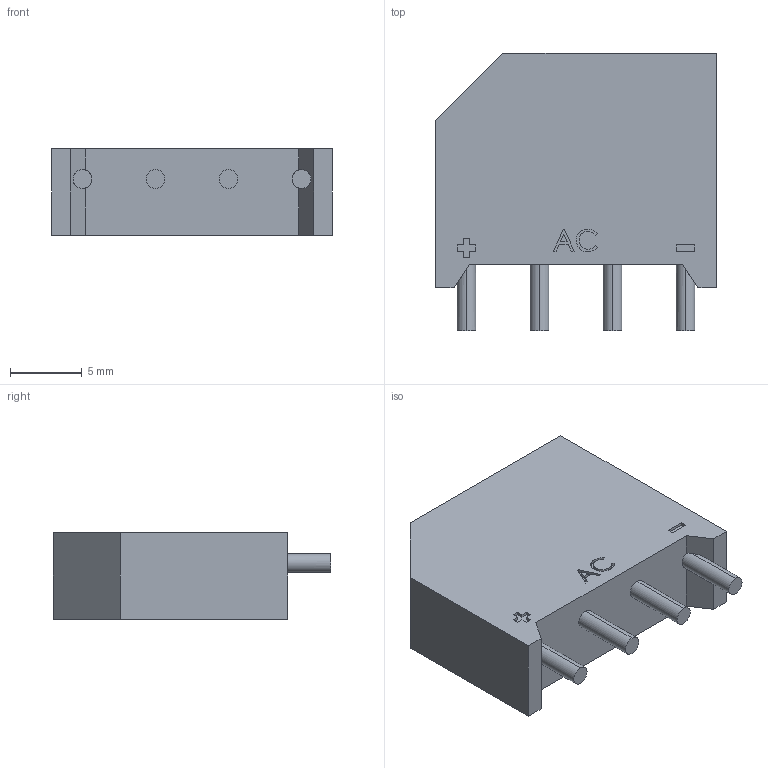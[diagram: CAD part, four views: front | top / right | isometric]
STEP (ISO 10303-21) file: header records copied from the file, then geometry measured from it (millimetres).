
FILE_DESCRIPTION (( 'STEP AP214' ), '1' );
FILE_NAME ('KBL410.STEP', '2019-03-30T14:26:50', ( '' ), ( '' ), 'SwSTEP 2.0', 'SolidWorks 2017', '' );
FILE_SCHEMA (( 'AUTOMOTIVE_DESIGN' ));
Length unit declared in the file: millimetre
Products named in the file (2): KBL410
Bounding box: 19.5 x 19.3 x 6 mm (x, y, z)
Volume: 1711.9 mm3; surface area: 1060.9 mm2
Topology: 1 solids, 1 shells, 66 faces, 171 edges, 114 vertices
Faces by surface type: plane 49, bspline 9, cylinder 8
Entity records: 3250 total; most frequent: CARTESIAN_POINT 964, ORIENTED_EDGE 342, DIRECTION 279, EDGE_CURVE 171, LINE 133, VECTOR 133, VERTEX_POINT 114, AXIS2_PLACEMENT_3D 73
